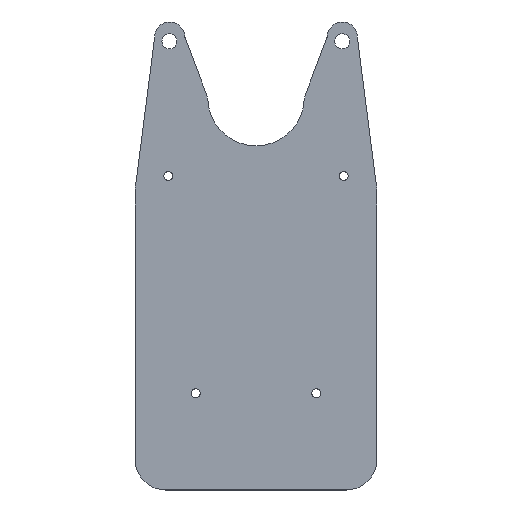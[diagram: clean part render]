
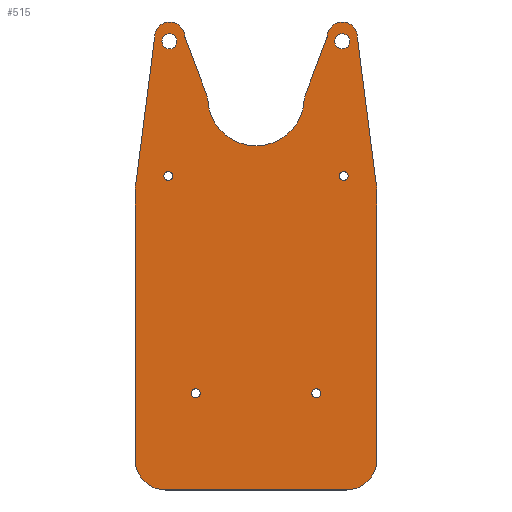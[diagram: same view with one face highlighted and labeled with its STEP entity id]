
A CAD part, top view. The second image highlights one B-rep face of the part: STEP entity #515.
In plain terms, the highlighted planar face has unit normal (0, 0, 1).
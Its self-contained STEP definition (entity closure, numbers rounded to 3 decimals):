
#15=FACE_BOUND('',#87,.T.);
#16=FACE_BOUND('',#88,.T.);
#17=FACE_BOUND('',#89,.T.);
#18=FACE_BOUND('',#90,.T.);
#19=FACE_BOUND('',#91,.T.);
#20=FACE_BOUND('',#92,.T.);
#34=PLANE('',#589);
#60=FACE_OUTER_BOUND('',#86,.T.);
#86=EDGE_LOOP('',(#426,#427,#428,#429,#430,#431,#432,#433,#434,#435,#436,
#437,#438,#439,#440,#441,#442,#443));
#87=EDGE_LOOP('',(#444));
#88=EDGE_LOOP('',(#445));
#89=EDGE_LOOP('',(#446));
#90=EDGE_LOOP('',(#447));
#91=EDGE_LOOP('',(#448));
#92=EDGE_LOOP('',(#449));
#108=LINE('',#795,#146);
#113=LINE('',#813,#151);
#117=LINE('',#825,#155);
#121=LINE('',#837,#159);
#125=LINE('',#849,#163);
#129=LINE('',#861,#167);
#134=LINE('',#879,#172);
#146=VECTOR('',#639,10.);
#151=VECTOR('',#658,10.);
#155=VECTOR('',#670,10.);
#159=VECTOR('',#682,10.);
#163=VECTOR('',#694,10.);
#167=VECTOR('',#706,10.);
#172=VECTOR('',#725,10.);
#176=CIRCLE('',#532,2.5);
#178=CIRCLE('',#535,1.5);
#180=CIRCLE('',#538,1.5);
#182=CIRCLE('',#541,1.5);
#184=CIRCLE('',#544,1.5);
#186=CIRCLE('',#547,2.5);
#189=CIRCLE('',#552,1.3);
#191=CIRCLE('',#555,5.);
#193=CIRCLE('',#559,15.);
#195=CIRCLE('',#563,10.);
#197=CIRCLE('',#567,10.);
#199=CIRCLE('',#571,15.);
#201=CIRCLE('',#575,5.);
#203=CIRCLE('',#578,1.3);
#205=CIRCLE('',#582,5.);
#207=CIRCLE('',#585,16.);
#209=CIRCLE('',#588,5.);
#210=VERTEX_POINT('',#753);
#212=VERTEX_POINT('',#759);
#214=VERTEX_POINT('',#765);
#216=VERTEX_POINT('',#771);
#218=VERTEX_POINT('',#777);
#220=VERTEX_POINT('',#783);
#224=VERTEX_POINT('',#792);
#225=VERTEX_POINT('',#794);
#227=VERTEX_POINT('',#800);
#229=VERTEX_POINT('',#806);
#231=VERTEX_POINT('',#812);
#233=VERTEX_POINT('',#818);
#235=VERTEX_POINT('',#824);
#237=VERTEX_POINT('',#830);
#239=VERTEX_POINT('',#836);
#241=VERTEX_POINT('',#842);
#243=VERTEX_POINT('',#848);
#245=VERTEX_POINT('',#854);
#247=VERTEX_POINT('',#860);
#249=VERTEX_POINT('',#866);
#251=VERTEX_POINT('',#872);
#253=VERTEX_POINT('',#878);
#255=VERTEX_POINT('',#884);
#257=VERTEX_POINT('',#890);
#258=EDGE_CURVE('',#210,#210,#176,.T.);
#261=EDGE_CURVE('',#212,#212,#178,.T.);
#264=EDGE_CURVE('',#214,#214,#180,.T.);
#267=EDGE_CURVE('',#216,#216,#182,.T.);
#270=EDGE_CURVE('',#218,#218,#184,.T.);
#273=EDGE_CURVE('',#220,#220,#186,.T.);
#278=EDGE_CURVE('',#225,#224,#108,.T.);
#281=EDGE_CURVE('',#227,#225,#189,.T.);
#284=EDGE_CURVE('',#229,#227,#191,.T.);
#287=EDGE_CURVE('',#231,#229,#113,.T.);
#290=EDGE_CURVE('',#233,#231,#193,.T.);
#293=EDGE_CURVE('',#235,#233,#117,.T.);
#296=EDGE_CURVE('',#237,#235,#195,.T.);
#299=EDGE_CURVE('',#239,#237,#121,.T.);
#302=EDGE_CURVE('',#241,#239,#197,.T.);
#305=EDGE_CURVE('',#243,#241,#125,.T.);
#308=EDGE_CURVE('',#245,#243,#199,.T.);
#311=EDGE_CURVE('',#247,#245,#129,.T.);
#314=EDGE_CURVE('',#249,#247,#201,.T.);
#317=EDGE_CURVE('',#251,#249,#203,.T.);
#320=EDGE_CURVE('',#253,#251,#134,.T.);
#323=EDGE_CURVE('',#255,#253,#205,.T.);
#326=EDGE_CURVE('',#257,#255,#207,.T.);
#329=EDGE_CURVE('',#224,#257,#209,.T.);
#426=ORIENTED_EDGE('',*,*,#329,.T.);
#427=ORIENTED_EDGE('',*,*,#326,.T.);
#428=ORIENTED_EDGE('',*,*,#323,.T.);
#429=ORIENTED_EDGE('',*,*,#320,.T.);
#430=ORIENTED_EDGE('',*,*,#317,.T.);
#431=ORIENTED_EDGE('',*,*,#314,.T.);
#432=ORIENTED_EDGE('',*,*,#311,.T.);
#433=ORIENTED_EDGE('',*,*,#308,.T.);
#434=ORIENTED_EDGE('',*,*,#305,.T.);
#435=ORIENTED_EDGE('',*,*,#302,.T.);
#436=ORIENTED_EDGE('',*,*,#299,.T.);
#437=ORIENTED_EDGE('',*,*,#296,.T.);
#438=ORIENTED_EDGE('',*,*,#293,.T.);
#439=ORIENTED_EDGE('',*,*,#290,.T.);
#440=ORIENTED_EDGE('',*,*,#287,.T.);
#441=ORIENTED_EDGE('',*,*,#284,.T.);
#442=ORIENTED_EDGE('',*,*,#281,.T.);
#443=ORIENTED_EDGE('',*,*,#278,.T.);
#444=ORIENTED_EDGE('',*,*,#273,.T.);
#445=ORIENTED_EDGE('',*,*,#270,.T.);
#446=ORIENTED_EDGE('',*,*,#267,.T.);
#447=ORIENTED_EDGE('',*,*,#264,.T.);
#448=ORIENTED_EDGE('',*,*,#261,.T.);
#449=ORIENTED_EDGE('',*,*,#258,.T.);
#515=ADVANCED_FACE('',(#60,#15,#16,#17,#18,#19,#20),#34,.T.);
#532=AXIS2_PLACEMENT_3D('',#754,#595,#596);
#535=AXIS2_PLACEMENT_3D('',#760,#602,#603);
#538=AXIS2_PLACEMENT_3D('',#766,#609,#610);
#541=AXIS2_PLACEMENT_3D('',#772,#616,#617);
#544=AXIS2_PLACEMENT_3D('',#778,#623,#624);
#547=AXIS2_PLACEMENT_3D('',#784,#630,#631);
#552=AXIS2_PLACEMENT_3D('',#801,#645,#646);
#555=AXIS2_PLACEMENT_3D('',#807,#652,#653);
#559=AXIS2_PLACEMENT_3D('',#819,#664,#665);
#563=AXIS2_PLACEMENT_3D('',#831,#676,#677);
#567=AXIS2_PLACEMENT_3D('',#843,#688,#689);
#571=AXIS2_PLACEMENT_3D('',#855,#700,#701);
#575=AXIS2_PLACEMENT_3D('',#867,#712,#713);
#578=AXIS2_PLACEMENT_3D('',#873,#719,#720);
#582=AXIS2_PLACEMENT_3D('',#885,#731,#732);
#585=AXIS2_PLACEMENT_3D('',#891,#738,#739);
#588=AXIS2_PLACEMENT_3D('',#895,#745,#746);
#589=AXIS2_PLACEMENT_3D('',#896,#747,#748);
#595=DIRECTION('center_axis',(0.,0.,-1.));
#596=DIRECTION('ref_axis',(1.,0.,0.));
#602=DIRECTION('center_axis',(0.,0.,-1.));
#603=DIRECTION('ref_axis',(1.,0.,0.));
#609=DIRECTION('center_axis',(0.,0.,-1.));
#610=DIRECTION('ref_axis',(1.,0.,0.));
#616=DIRECTION('center_axis',(0.,0.,-1.));
#617=DIRECTION('ref_axis',(1.,0.,0.));
#623=DIRECTION('center_axis',(0.,0.,-1.));
#624=DIRECTION('ref_axis',(1.,0.,0.));
#630=DIRECTION('center_axis',(0.,0.,-1.));
#631=DIRECTION('ref_axis',(1.,0.,0.));
#639=DIRECTION('',(-0.354,-0.935,0.));
#645=DIRECTION('center_axis',(0.,0.,-1.));
#646=DIRECTION('ref_axis',(0.935,-0.354,0.));
#652=DIRECTION('center_axis',(0.,0.,1.));
#653=DIRECTION('ref_axis',(1.,0.,0.));
#658=DIRECTION('',(-0.128,0.992,0.));
#664=DIRECTION('center_axis',(0.,0.,1.));
#665=DIRECTION('ref_axis',(1.,0.,0.));
#670=DIRECTION('',(0.,1.,0.));
#676=DIRECTION('center_axis',(0.,0.,1.));
#677=DIRECTION('ref_axis',(0.,-1.,0.));
#682=DIRECTION('',(1.,0.,0.));
#688=DIRECTION('center_axis',(0.,0.,1.));
#689=DIRECTION('ref_axis',(-1.,0.,0.));
#694=DIRECTION('',(0.,-1.,0.));
#700=DIRECTION('center_axis',(0.,0.,1.));
#701=DIRECTION('ref_axis',(-0.992,0.128,0.));
#706=DIRECTION('',(-0.128,-0.992,0.));
#712=DIRECTION('center_axis',(0.,0.,1.));
#713=DIRECTION('ref_axis',(0.999,0.04,0.));
#719=DIRECTION('center_axis',(0.,0.,-1.));
#720=DIRECTION('ref_axis',(-0.999,-0.04,0.));
#725=DIRECTION('',(-0.354,0.935,0.));
#731=DIRECTION('center_axis',(0.,0.,1.));
#732=DIRECTION('ref_axis',(0.999,0.046,0.));
#738=DIRECTION('center_axis',(0.,0.,-1.));
#739=DIRECTION('ref_axis',(-0.999,-0.046,0.));
#745=DIRECTION('center_axis',(0.,0.,1.));
#746=DIRECTION('ref_axis',(-0.935,0.354,0.));
#747=DIRECTION('center_axis',(0.,0.,1.));
#748=DIRECTION('ref_axis',(1.,0.,0.));
#753=CARTESIAN_POINT('',(34.965,128.587,3.));
#754=CARTESIAN_POINT('Origin',(37.465,128.587,3.));
#759=CARTESIAN_POINT('',(35.636,84.,3.));
#760=CARTESIAN_POINT('Origin',(37.136,84.,3.));
#765=CARTESIAN_POINT('',(84.636,12.,3.));
#766=CARTESIAN_POINT('Origin',(86.136,12.,3.));
#771=CARTESIAN_POINT('',(93.636,84.,3.));
#772=CARTESIAN_POINT('Origin',(95.136,84.,3.));
#777=CARTESIAN_POINT('',(44.636,12.,3.));
#778=CARTESIAN_POINT('Origin',(46.136,12.,3.));
#783=CARTESIAN_POINT('',(92.207,128.587,3.));
#784=CARTESIAN_POINT('Origin',(94.707,128.587,3.));
#792=CARTESIAN_POINT('',(82.437,110.796,3.));
#794=CARTESIAN_POINT('',(89.628,129.791,3.));
#795=CARTESIAN_POINT('',(82.437,110.796,3.));
#800=CARTESIAN_POINT('',(89.711,130.199,3.));
#801=CARTESIAN_POINT('Origin',(88.412,130.251,3.));
#806=CARTESIAN_POINT('',(99.707,130.,3.));
#807=CARTESIAN_POINT('Origin',(94.707,130.,3.));
#812=CARTESIAN_POINT('',(106.013,80.952,3.));
#813=CARTESIAN_POINT('',(99.707,130.,3.));
#818=CARTESIAN_POINT('',(106.136,79.04,3.));
#819=CARTESIAN_POINT('Origin',(91.136,79.04,3.));
#824=CARTESIAN_POINT('',(106.136,-10.,3.));
#825=CARTESIAN_POINT('',(106.136,-10.,3.));
#830=CARTESIAN_POINT('',(96.136,-20.,3.));
#831=CARTESIAN_POINT('Origin',(96.136,-10.,3.));
#836=CARTESIAN_POINT('',(36.136,-20.,3.));
#837=CARTESIAN_POINT('',(36.136,-20.,3.));
#842=CARTESIAN_POINT('',(26.136,-10.,3.));
#843=CARTESIAN_POINT('Origin',(36.136,-10.,3.));
#848=CARTESIAN_POINT('',(26.136,79.04,3.));
#849=CARTESIAN_POINT('',(26.136,79.04,3.));
#854=CARTESIAN_POINT('',(26.258,80.952,3.));
#855=CARTESIAN_POINT('Origin',(41.136,79.04,3.));
#860=CARTESIAN_POINT('',(32.565,130.,3.));
#861=CARTESIAN_POINT('',(26.258,80.952,3.));
#866=CARTESIAN_POINT('',(42.561,130.199,3.));
#867=CARTESIAN_POINT('Origin',(37.565,130.,3.));
#872=CARTESIAN_POINT('',(42.644,129.791,3.));
#873=CARTESIAN_POINT('Origin',(43.86,130.251,3.));
#878=CARTESIAN_POINT('',(49.835,110.796,3.));
#879=CARTESIAN_POINT('',(42.644,129.791,3.));
#884=CARTESIAN_POINT('',(50.153,109.258,3.));
#885=CARTESIAN_POINT('Origin',(45.159,109.025,3.));
#890=CARTESIAN_POINT('',(82.119,109.258,3.));
#891=CARTESIAN_POINT('Origin',(66.136,110.,3.));
#895=CARTESIAN_POINT('Origin',(87.113,109.025,3.));
#896=CARTESIAN_POINT('Origin',(66.136,57.5,3.));
